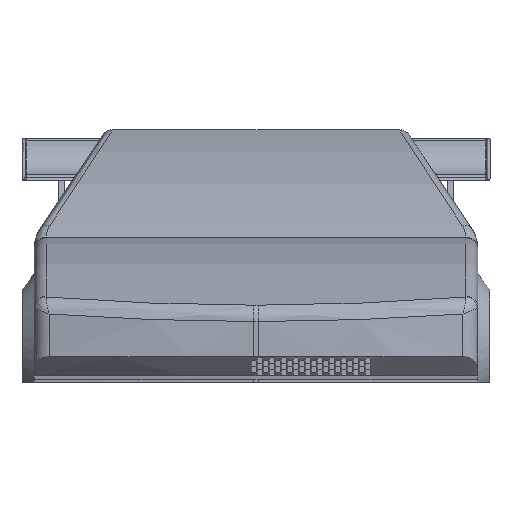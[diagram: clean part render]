
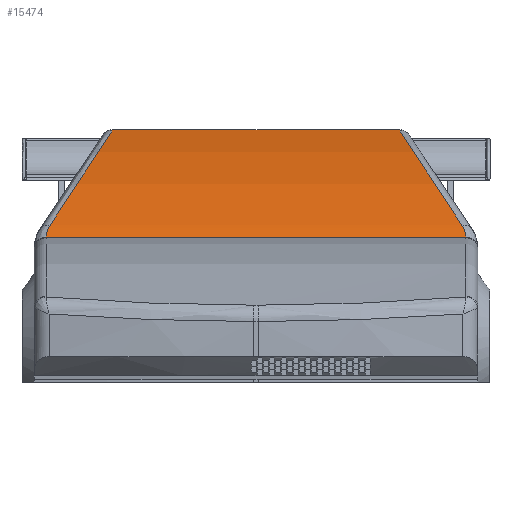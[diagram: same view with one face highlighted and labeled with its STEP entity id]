
A CAD part, front view. The second image highlights one B-rep face of the part: STEP entity #15474.
In plain terms, the highlighted cylindrical face has radius 3407.25 mm (diameter 6814.49 mm), a partial arc.
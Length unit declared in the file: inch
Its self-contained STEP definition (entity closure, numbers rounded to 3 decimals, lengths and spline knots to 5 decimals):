
#14362=CARTESIAN_POINT('',(60.8164,98.90166,44.98014));
#14363=VERTEX_POINT('',#14362);
#14504=CARTESIAN_POINT('',(71.2282,57.49181,29.12606));
#14505=VERTEX_POINT('',#14504);
#14506=CARTESIAN_POINT('',(147.16297,125.5,-86.5));
#14507=DIRECTION('',(-0.836,0.,-0.549));
#14508=DIRECTION('',(-0.549,0.,0.836));
#14509=AXIS2_PLACEMENT_3D('',#14506,#14507,#14508);
#14510=ELLIPSE('',#14509,160.48475,134.14358);
#14511=EDGE_CURVE('',#14505,#14363,#14510,.T.);
#14571=CARTESIAN_POINT('',(71.89039,54.24671,27.15504));
#14572=VERTEX_POINT('',#14571);
#14589=CARTESIAN_POINT('',(71.89039,54.24671,27.15504));
#14590=CARTESIAN_POINT('',(71.86362,54.8707,27.54624));
#14591=CARTESIAN_POINT('',(71.72079,55.96546,28.21994));
#14592=CARTESIAN_POINT('',(71.40254,57.04046,28.86059));
#14593=CARTESIAN_POINT('',(71.2282,57.49181,29.12606));
#14594=B_SPLINE_CURVE_WITH_KNOTS('',3,(#14589,#14590,#14591,#14592,#14593),.UNSPECIFIED.,.F.,.U.,(4,1,4),(-9.68103,-4.14901,0.0),.UNSPECIFIED.);
#14595=EDGE_CURVE('',#14572,#14505,#14594,.T.);
#15432=CARTESIAN_POINT('',(0.0,125.5,-86.5));
#15433=DIRECTION('',(1.0,0.0,0.0));
#15434=DIRECTION('',(0.0,-0.533,0.846));
#15435=AXIS2_PLACEMENT_3D('',#15432,#15433,#15434);
#15436=CYLINDRICAL_SURFACE('',#15435,134.14358);
#15437=CARTESIAN_POINT('',(13.0836,98.90166,44.98014));
#15438=VERTEX_POINT('',#15437);
#15439=CARTESIAN_POINT('',(60.8164,98.90166,44.98014));
#15440=DIRECTION('',(-1.0,0.0,0.0));
#15441=VECTOR('',#15440,47.73279);
#15442=LINE('',#15439,#15441);
#15443=EDGE_CURVE('',#14363,#15438,#15442,.T.);
#15444=ORIENTED_EDGE('',*,*,#15443,.T.);
#15445=CARTESIAN_POINT('',(2.6718,57.49181,29.12606));
#15446=VERTEX_POINT('',#15445);
#15447=CARTESIAN_POINT('',(-73.26297,125.5,-86.5));
#15448=DIRECTION('',(-0.836,0.,0.549));
#15449=DIRECTION('',(0.549,0.0,0.836));
#15450=AXIS2_PLACEMENT_3D('',#15447,#15448,#15449);
#15451=ELLIPSE('',#15450,160.48475,134.14358);
#15452=EDGE_CURVE('',#15446,#15438,#15451,.T.);
#15453=ORIENTED_EDGE('',*,*,#15452,.F.);
#15454=CARTESIAN_POINT('',(2.00961,54.24671,27.15504));
#15455=VERTEX_POINT('',#15454);
#15456=CARTESIAN_POINT('',(2.00961,54.24671,27.15504));
#15457=CARTESIAN_POINT('',(2.03638,54.8707,27.54624));
#15458=CARTESIAN_POINT('',(2.17924,55.96544,28.21993));
#15459=CARTESIAN_POINT('',(2.49746,57.04046,28.86059));
#15460=CARTESIAN_POINT('',(2.6718,57.49181,29.12606));
#15461=B_SPLINE_CURVE_WITH_KNOTS('',3,(#15456,#15457,#15458,#15459,#15460),.UNSPECIFIED.,.F.,.U.,(4,1,4),(-9.68103,-4.14901,0.0),.UNSPECIFIED.);
#15462=EDGE_CURVE('',#15455,#15446,#15461,.T.);
#15463=ORIENTED_EDGE('',*,*,#15462,.F.);
#15464=CARTESIAN_POINT('',(71.89039,54.24671,27.15504));
#15465=DIRECTION('',(-1.0,0.0,0.0));
#15466=VECTOR('',#15465,69.88077);
#15467=LINE('',#15464,#15466);
#15468=EDGE_CURVE('',#14572,#15455,#15467,.T.);
#15469=ORIENTED_EDGE('',*,*,#15468,.F.);
#15470=ORIENTED_EDGE('',*,*,#14595,.T.);
#15471=ORIENTED_EDGE('',*,*,#14511,.T.);
#15472=EDGE_LOOP('',(#15444,#15453,#15463,#15469,#15470,#15471));
#15473=FACE_OUTER_BOUND('',#15472,.T.);
#15474=ADVANCED_FACE('',(#15473),#15436,.T.);
